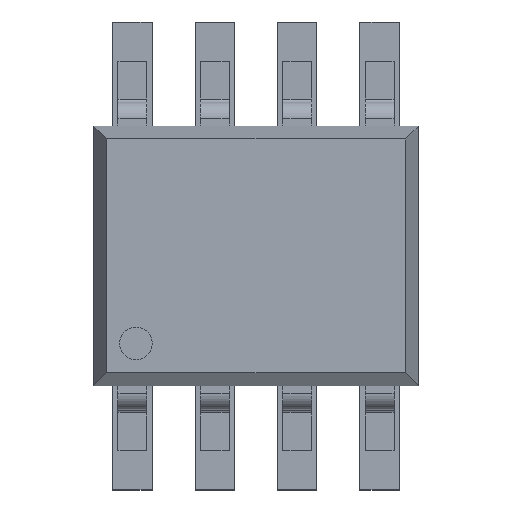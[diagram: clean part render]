
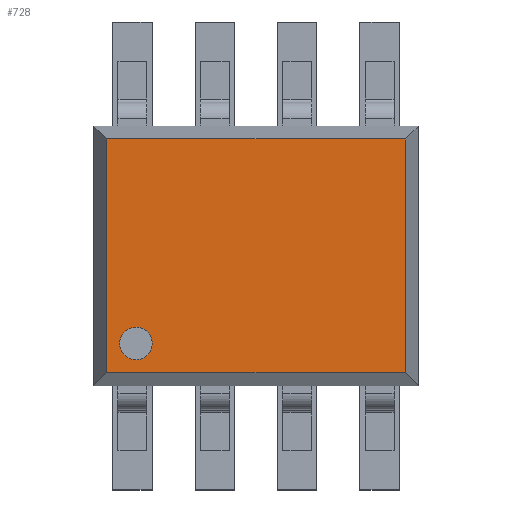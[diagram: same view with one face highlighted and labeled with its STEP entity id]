
A CAD part, top view. The second image highlights one B-rep face of the part: STEP entity #728.
In plain terms, the highlighted planar face has unit normal (0, 0, 1).
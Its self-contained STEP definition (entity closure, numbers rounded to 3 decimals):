
#728=ADVANCED_FACE('',(#1100,#1101),#897,.T.);
#897=PLANE('',#3609);
#1032=CIRCLE('',#3607,0.25);
#1033=CIRCLE('',#3608,0.25);
#1100=FACE_BOUND('',#1118,.T.);
#1101=FACE_BOUND('',#1119,.T.);
#1118=EDGE_LOOP('',(#1296,#1297,#1298,#1299));
#1119=EDGE_LOOP('',(#1300,#1301));
#1296=ORIENTED_EDGE('',*,*,#2440,.F.);
#1297=ORIENTED_EDGE('',*,*,#2441,.T.);
#1298=ORIENTED_EDGE('',*,*,#2442,.T.);
#1299=ORIENTED_EDGE('',*,*,#2443,.F.);
#1300=ORIENTED_EDGE('',*,*,#2444,.F.);
#1301=ORIENTED_EDGE('',*,*,#2445,.F.);
#2164=VERTEX_POINT('',#4688);
#2165=VERTEX_POINT('',#4689);
#2166=VERTEX_POINT('',#4691);
#2167=VERTEX_POINT('',#4693);
#2168=VERTEX_POINT('',#4696);
#2169=VERTEX_POINT('',#4697);
#2440=EDGE_CURVE('',#2164,#2165,#2874,.T.);
#2441=EDGE_CURVE('',#2164,#2166,#2875,.T.);
#2442=EDGE_CURVE('',#2166,#2167,#2876,.T.);
#2443=EDGE_CURVE('',#2165,#2167,#2877,.T.);
#2444=EDGE_CURVE('',#2168,#2169,#1032,.T.);
#2445=EDGE_CURVE('',#2169,#2168,#1033,.T.);
#2874=LINE('',#4687,#3240);
#2875=LINE('',#4690,#3241);
#2876=LINE('',#4692,#3242);
#2877=LINE('',#4694,#3243);
#3240=VECTOR('',#3846,1.);
#3241=VECTOR('',#3847,1.);
#3242=VECTOR('',#3848,1.);
#3243=VECTOR('',#3849,1.);
#3607=AXIS2_PLACEMENT_3D('',#4695,#3850,#3851);
#3608=AXIS2_PLACEMENT_3D('',#4698,#3852,#3853);
#3609=AXIS2_PLACEMENT_3D('',#4699,#3854,#3855);
#3846=DIRECTION('',(0.,1.,0.));
#3847=DIRECTION('',(1.,0.,0.));
#3848=DIRECTION('',(0.,1.,0.));
#3849=DIRECTION('',(1.,0.,0.));
#3850=DIRECTION('',(0.,0.,1.));
#3851=DIRECTION('',(1.,0.,0.));
#3852=DIRECTION('',(0.,0.,1.));
#3853=DIRECTION('',(-1.,0.,0.));
#3854=DIRECTION('',(0.,0.,1.));
#3855=DIRECTION('',(-1.,0.,0.));
#4687=CARTESIAN_POINT('',(-2.3,-1.8,1.826));
#4688=CARTESIAN_POINT('',(-2.3,-1.8,1.826));
#4689=CARTESIAN_POINT('',(-2.3,1.8,1.826));
#4690=CARTESIAN_POINT('',(-2.3,-1.8,1.826));
#4691=CARTESIAN_POINT('',(2.3,-1.8,1.826));
#4692=CARTESIAN_POINT('',(2.3,-1.8,1.826));
#4693=CARTESIAN_POINT('',(2.3,1.8,1.826));
#4694=CARTESIAN_POINT('',(-2.3,1.8,1.826));
#4695=CARTESIAN_POINT('',(-1.85,-1.35,1.826));
#4696=CARTESIAN_POINT('',(-1.6,-1.35,1.826));
#4697=CARTESIAN_POINT('',(-2.1,-1.35,1.826));
#4698=CARTESIAN_POINT('',(-1.85,-1.35,1.826));
#4699=CARTESIAN_POINT('',(0.,0.,1.826));
